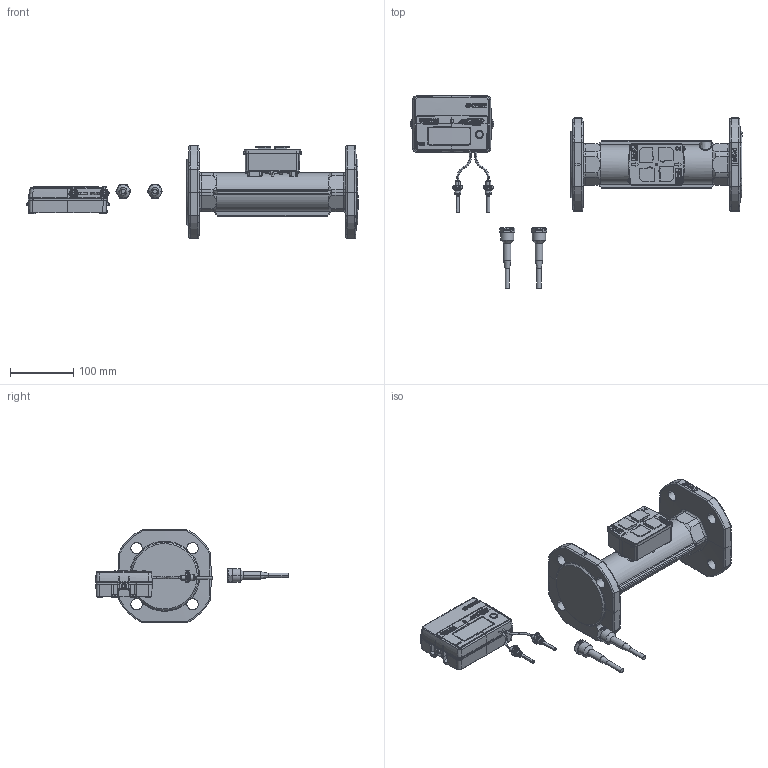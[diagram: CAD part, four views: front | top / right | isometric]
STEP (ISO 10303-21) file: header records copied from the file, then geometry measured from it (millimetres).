
FILE_DESCRIPTION(('CATIA V5 STEP Exchange','CAx-IF Rec.Pracs.--- Model Styling and Organization---1.4--- 2014-01-23','CAx-IF Rec.Pracs.---3D Tessellated Data Validation Properties---0.5---2014-09-14'),'2;1');
FILE_NAME('STEP_750709_-_TST.stp','2021-11-08T10:16:20+00:00',('none'),('none'),'CATIA Version 5-6 Release 2019 SP3','CATIA V5 STEP AP242 v1','none');
FILE_SCHEMA(('AP242_MANAGED_MODEL_BASED_3D_ENGINEERING_MIM_LF {1 0 10303 442 1 1 4}'));
Products named in the file (1): 750709 -TST
Bounding box: 523.63 x 303.5 x 147.8 mm (x, y, z)
Volume: 1984991.3 mm3; surface area: 243630.1 mm2
Topology: 5 solids, 63 shells, 3691 faces, 10040 edges, 6414 vertices
Faces by surface type: plane 1117, bspline 950, cylinder 733, torus 359, cone 261, extrusion 161, sphere 102, revolution 8
Entity records: 171955 total; most frequent: CARTESIAN_POINT 93773, ORIENTED_EDGE 19237, EDGE_CURVE 9938, DIRECTION 9290, VERTEX_POINT 6414, B_SPLINE_CURVE_WITH_KNOTS 4298, EDGE_LOOP 3871, VECTOR 3852
